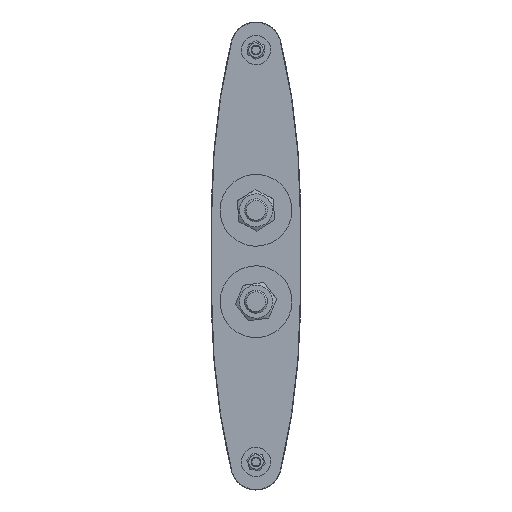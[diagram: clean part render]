
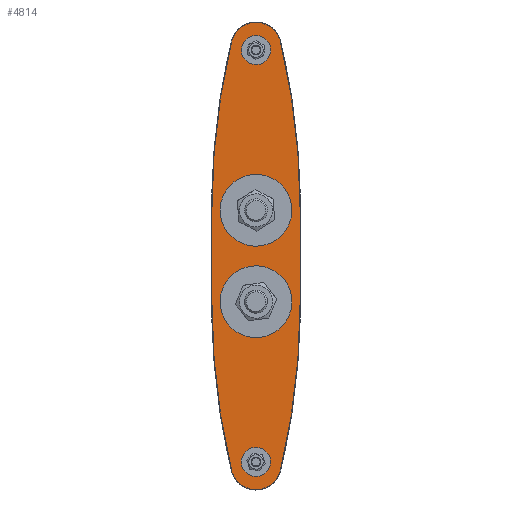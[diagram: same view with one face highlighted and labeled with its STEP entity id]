
A CAD part, front view. The second image highlights one B-rep face of the part: STEP entity #4814.
In plain terms, the highlighted planar face has unit normal (0, -1, 0).
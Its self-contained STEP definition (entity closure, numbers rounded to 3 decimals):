
#218=B_SPLINE_CURVE_WITH_KNOTS('',3,(#7872,#7873,#7874,#7875,#7876,#7877,
#7878,#7879,#7880,#7881),.UNSPECIFIED.,.F.,.F.,(4,1,1,1,1,1,1,4),(-4.168,
-3.573,-2.977,-2.382,-1.786,
-1.191,-0.595,0.),.UNSPECIFIED.);
#219=B_SPLINE_CURVE_WITH_KNOTS('',3,(#7889,#7890,#7891,#7892,#7893,#7894,
#7895,#7896,#7897,#7898),.UNSPECIFIED.,.F.,.F.,(4,1,1,1,1,1,1,4),(0.,0.595,
1.191,1.786,2.382,2.977,3.573,
4.168),.UNSPECIFIED.);
#400=LINE('',#7885,#554);
#401=LINE('',#7901,#555);
#554=VECTOR('',#5961,10.);
#555=VECTOR('',#5966,10.);
#709=PLANE('',#5222);
#814=FACE_BOUND('',#1646,.T.);
#815=FACE_BOUND('',#1647,.T.);
#816=FACE_BOUND('',#1648,.T.);
#817=FACE_BOUND('',#1649,.T.);
#958=CIRCLE('',#5220,439.361);
#960=CIRCLE('',#5223,439.361);
#961=CIRCLE('',#5224,439.361);
#962=CIRCLE('',#5225,439.361);
#963=CIRCLE('',#5226,3.325);
#964=CIRCLE('',#5227,7.45);
#965=CIRCLE('',#5228,7.45);
#966=CIRCLE('',#5229,3.325);
#1277=FACE_OUTER_BOUND('',#1645,.T.);
#1645=EDGE_LOOP('',(#3453,#3454,#3455,#3456,#3457,#3458,#3459,#3460));
#1646=EDGE_LOOP('',(#3461));
#1647=EDGE_LOOP('',(#3462));
#1648=EDGE_LOOP('',(#3463));
#1649=EDGE_LOOP('',(#3464));
#2208=VERTEX_POINT('',#7865);
#2209=VERTEX_POINT('',#7867);
#2210=VERTEX_POINT('',#7871);
#2211=VERTEX_POINT('',#7882);
#2212=VERTEX_POINT('',#7884);
#2213=VERTEX_POINT('',#7886);
#2214=VERTEX_POINT('',#7888);
#2215=VERTEX_POINT('',#7899);
#2216=VERTEX_POINT('',#7902);
#2217=VERTEX_POINT('',#7904);
#2218=VERTEX_POINT('',#7906);
#2219=VERTEX_POINT('',#7908);
#2694=EDGE_CURVE('',#2208,#2209,#958,.T.);
#2696=EDGE_CURVE('',#2210,#2208,#218,.T.);
#2697=EDGE_CURVE('',#2211,#2210,#960,.T.);
#2698=EDGE_CURVE('',#2212,#2211,#400,.T.);
#2699=EDGE_CURVE('',#2213,#2212,#961,.T.);
#2700=EDGE_CURVE('',#2214,#2213,#219,.T.);
#2701=EDGE_CURVE('',#2215,#2214,#962,.T.);
#2702=EDGE_CURVE('',#2209,#2215,#401,.T.);
#2703=EDGE_CURVE('',#2216,#2216,#963,.T.);
#2704=EDGE_CURVE('',#2217,#2217,#964,.T.);
#2705=EDGE_CURVE('',#2218,#2218,#965,.T.);
#2706=EDGE_CURVE('',#2219,#2219,#966,.T.);
#3453=ORIENTED_EDGE('',*,*,#2694,.F.);
#3454=ORIENTED_EDGE('',*,*,#2696,.F.);
#3455=ORIENTED_EDGE('',*,*,#2697,.F.);
#3456=ORIENTED_EDGE('',*,*,#2698,.F.);
#3457=ORIENTED_EDGE('',*,*,#2699,.F.);
#3458=ORIENTED_EDGE('',*,*,#2700,.F.);
#3459=ORIENTED_EDGE('',*,*,#2701,.F.);
#3460=ORIENTED_EDGE('',*,*,#2702,.F.);
#3461=ORIENTED_EDGE('',*,*,#2703,.F.);
#3462=ORIENTED_EDGE('',*,*,#2704,.F.);
#3463=ORIENTED_EDGE('',*,*,#2705,.F.);
#3464=ORIENTED_EDGE('',*,*,#2706,.F.);
#4814=ADVANCED_FACE('',(#1277,#814,#815,#816,#817),#709,.T.);
#5220=AXIS2_PLACEMENT_3D('',#7868,#5953,#5954);
#5222=AXIS2_PLACEMENT_3D('',#7870,#5957,#5958);
#5223=AXIS2_PLACEMENT_3D('',#7883,#5959,#5960);
#5224=AXIS2_PLACEMENT_3D('',#7887,#5962,#5963);
#5225=AXIS2_PLACEMENT_3D('',#7900,#5964,#5965);
#5226=AXIS2_PLACEMENT_3D('',#7903,#5967,#5968);
#5227=AXIS2_PLACEMENT_3D('',#7905,#5969,#5970);
#5228=AXIS2_PLACEMENT_3D('',#7907,#5971,#5972);
#5229=AXIS2_PLACEMENT_3D('',#7909,#5973,#5974);
#5953=DIRECTION('center_axis',(0.,1.,0.));
#5954=DIRECTION('ref_axis',(0.993,0.,0.117));
#5957=DIRECTION('center_axis',(0.,-1.,0.));
#5958=DIRECTION('ref_axis',(0.,0.,1.));
#5959=DIRECTION('center_axis',(0.,1.,0.));
#5960=DIRECTION('ref_axis',(-0.993,0.,0.117));
#5961=DIRECTION('',(0.,0.,1.));
#5962=DIRECTION('center_axis',(0.,1.,0.));
#5963=DIRECTION('ref_axis',(-0.993,0.,-0.117));
#5964=DIRECTION('center_axis',(0.,1.,0.));
#5965=DIRECTION('ref_axis',(0.993,0.,-0.117));
#5966=DIRECTION('',(0.,0.,-1.));
#5967=DIRECTION('center_axis',(0.,-1.,0.));
#5968=DIRECTION('ref_axis',(0.,0.,
1.));
#5969=DIRECTION('center_axis',(0.,-1.,0.));
#5970=DIRECTION('ref_axis',(-1.,0.,0.));
#5971=DIRECTION('center_axis',(0.,-1.,0.));
#5972=DIRECTION('ref_axis',(-1.,0.,0.));
#5973=DIRECTION('center_axis',(0.,-1.,0.));
#5974=DIRECTION('ref_axis',(0.,0.,-1.));
#7865=CARTESIAN_POINT('',(15.027,0.,131.08));
#7867=CARTESIAN_POINT('',(27.002,0.,29.2));
#7868=CARTESIAN_POINT('Origin',(-412.359,0.,29.2));
#7870=CARTESIAN_POINT('Origin',(15.749,0.,-127.272));
#7871=CARTESIAN_POINT('',(-15.027,0.,131.08));
#7872=CARTESIAN_POINT('Ctrl Pts',(-15.027,0.,
131.08));
#7873=CARTESIAN_POINT('Ctrl Pts',(-14.566,0.,
133.011));
#7874=CARTESIAN_POINT('Ctrl Pts',(-12.936,0.,
136.704));
#7875=CARTESIAN_POINT('Ctrl Pts',(-8.638,0.,
140.98));
#7876=CARTESIAN_POINT('Ctrl Pts',(-3.037,0.,
143.321));
#7877=CARTESIAN_POINT('Ctrl Pts',(3.037,0.,
143.323));
#7878=CARTESIAN_POINT('Ctrl Pts',(8.637,0.,
140.978));
#7879=CARTESIAN_POINT('Ctrl Pts',(12.937,0.,
136.705));
#7880=CARTESIAN_POINT('Ctrl Pts',(14.566,0.,
133.011));
#7881=CARTESIAN_POINT('Ctrl Pts',(15.027,0.,
131.08));
#7882=CARTESIAN_POINT('',(-27.002,0.,29.2));
#7883=CARTESIAN_POINT('Origin',(412.359,0.,29.2));
#7884=CARTESIAN_POINT('',(-27.002,0.,-29.2));
#7885=CARTESIAN_POINT('',(-27.002,0.,-78.222));
#7886=CARTESIAN_POINT('',(-15.027,0.,-131.08));
#7887=CARTESIAN_POINT('Origin',(412.359,0.,-29.2));
#7888=CARTESIAN_POINT('',(15.027,0.,-131.08));
#7889=CARTESIAN_POINT('Ctrl Pts',(15.027,0.,
-131.08));
#7890=CARTESIAN_POINT('Ctrl Pts',(14.566,0.,
-133.011));
#7891=CARTESIAN_POINT('Ctrl Pts',(12.937,0.,
-136.704));
#7892=CARTESIAN_POINT('Ctrl Pts',(8.638,0.,
-140.98));
#7893=CARTESIAN_POINT('Ctrl Pts',(3.037,0.,
-143.321));
#7894=CARTESIAN_POINT('Ctrl Pts',(-3.037,0.,
-143.323));
#7895=CARTESIAN_POINT('Ctrl Pts',(-8.637,0.,
-140.978));
#7896=CARTESIAN_POINT('Ctrl Pts',(-12.937,0.,
-136.705));
#7897=CARTESIAN_POINT('Ctrl Pts',(-14.566,0.,
-133.011));
#7898=CARTESIAN_POINT('Ctrl Pts',(-15.027,0.,
-131.08));
#7899=CARTESIAN_POINT('',(27.002,0.,-29.2));
#7900=CARTESIAN_POINT('Origin',(-412.359,0.,-29.2));
#7901=CARTESIAN_POINT('',(27.002,0.,-49.05));
#7902=CARTESIAN_POINT('',(0.,0.,-129.55));
#7903=CARTESIAN_POINT('Origin',(0.,0.,
-126.225));
#7904=CARTESIAN_POINT('',(7.45,0.,-28.));
#7905=CARTESIAN_POINT('Origin',(0.,0.,
-28.));
#7906=CARTESIAN_POINT('',(7.45,0.,28.));
#7907=CARTESIAN_POINT('Origin',(0.,0.,
28.));
#7908=CARTESIAN_POINT('',(0.,0.,129.55));
#7909=CARTESIAN_POINT('Origin',(0.,0.,
126.225));
